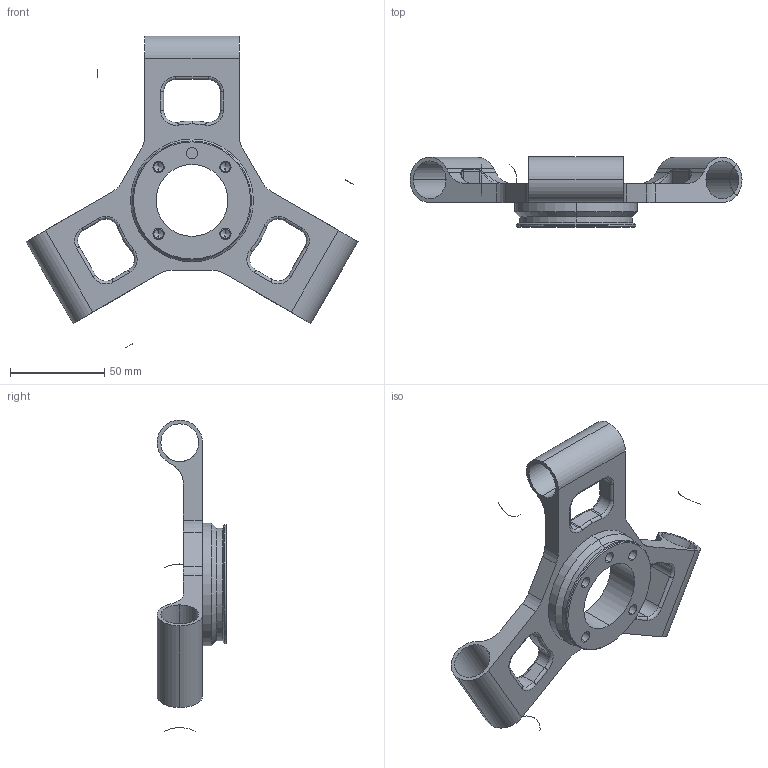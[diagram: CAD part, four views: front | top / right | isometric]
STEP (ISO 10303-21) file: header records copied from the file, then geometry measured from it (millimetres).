
FILE_DESCRIPTION (( 'STEP AP203' ), '1' );
FILE_NAME ('Platform_Fixed-Hornet565_1_Default_sldprt.STEP', '2018-02-11T16:10:09', ( '' ), ( '' ), 'SwSTEP 2.0', 'SolidWorks 2014', '' );
FILE_SCHEMA (( 'CONFIG_CONTROL_DESIGN' ));
Length unit declared in the file: millimetre
Products named in the file (1): Platform_Fixed-Hornet565_1_Default_sldprt
Bounding box: 175.69 x 37 x 165.07 mm (x, y, z)
Volume: 100203.1 mm3; surface area: 44644.8 mm2
Topology: 4 solids, 4 shells, 199 faces, 492 edges, 297 vertices
Faces by surface type: cylinder 92, torus 38, plane 36, cone 16, bspline 12, sphere 5
Entity records: 6515 total; most frequent: CARTESIAN_POINT 1783, DIRECTION 1057, ORIENTED_EDGE 934, EDGE_CURVE 467, AXIS2_PLACEMENT_3D 434, VERTEX_POINT 287, CIRCLE 248, EDGE_LOOP 220
